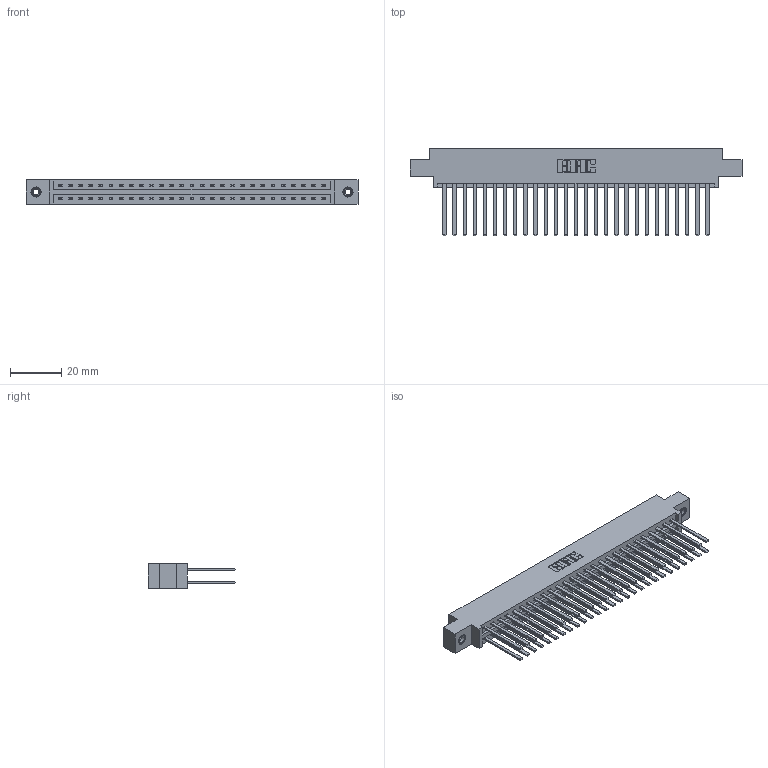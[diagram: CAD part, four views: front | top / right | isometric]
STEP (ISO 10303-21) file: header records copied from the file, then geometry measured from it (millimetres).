
FILE_DESCRIPTION (( 'STEP AP203' ), '1' );
FILE_NAME ('387-054-544-808.STEP', '2018-09-20T22:36:14', ( '' ), ( '' ), 'SwSTEP 2.0', 'SolidWorks 2016', '' );
FILE_SCHEMA (( 'CONFIG_CONTROL_DESIGN' ));
Length unit declared in the file: inch
Products named in the file (4): 337 Part_0.170 Offset - 0.156 Dia-TI; 345-292-001_345-293-144; 345-250-001_345-250-003-102; 387-054-544-808
Assembly tree (57 placements, depth 2):
  387-054-544-808
    337 Part_0.170 Offset - 0.156 Dia-TI
    345-292-001_345-293-144  x54
    345-250-001_345-250-003-102  x2
Bounding box: 130 x 34.3 x 9.4 mm (x, y, z)
Volume: 14133.4 mm3; surface area: 18436.8 mm2
Topology: 57 solids, 57 shells, 2770 faces, 8181 edges, 5374 vertices
Faces by surface type: plane 1942, cylinder 812, cone 12, torus 4
Entity records: 24008 total; most frequent: CARTESIAN_POINT 4037, ORIENTED_EDGE 3966, DIRECTION 3489, EDGE_CURVE 1983, LINE 1839, VECTOR 1839, VERTEX_POINT 1316, AXIS2_PLACEMENT_3D 825
